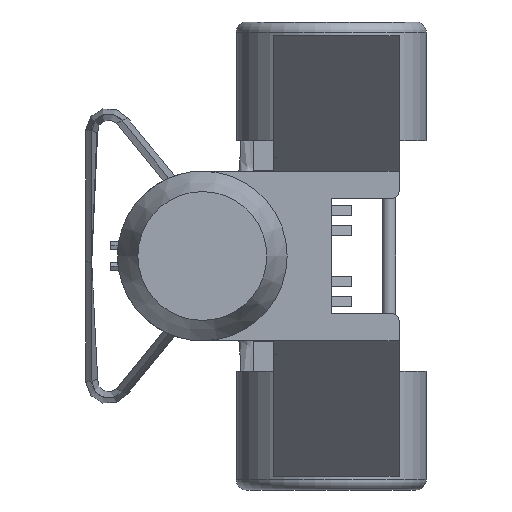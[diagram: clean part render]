
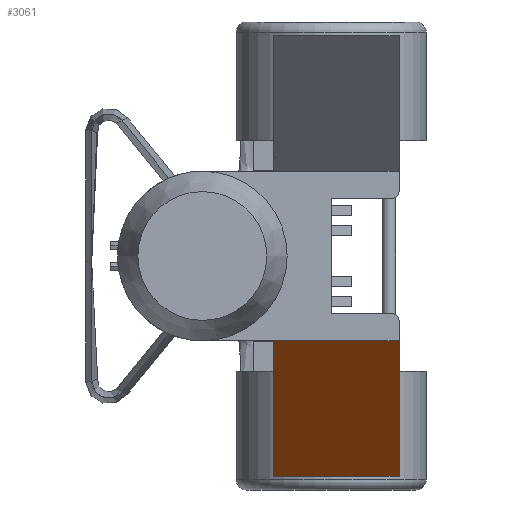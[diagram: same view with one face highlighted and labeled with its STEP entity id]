
A CAD part, left-side view. The second image highlights one B-rep face of the part: STEP entity #3061.
In plain terms, the highlighted planar face has unit normal (-0.565, 0.825, 0).
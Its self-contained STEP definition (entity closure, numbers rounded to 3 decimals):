
#214=PLANE('',#3309);
#273=LINE('',#4426,#519);
#275=LINE('',#4431,#521);
#294=LINE('',#4871,#540);
#345=LINE('',#5116,#591);
#376=LINE('',#5560,#622);
#519=VECTOR('',#3511,10.);
#521=VECTOR('',#3515,10.);
#540=VECTOR('',#3586,10.);
#591=VECTOR('',#3725,10.);
#622=VECTOR('',#3844,10.);
#881=FACE_OUTER_BOUND('',#1061,.T.);
#1061=EDGE_LOOP('',(#2429,#2430,#2431,#2432,#2433));
#1310=VERTEX_POINT('',#4423);
#1311=VERTEX_POINT('',#4425);
#1312=VERTEX_POINT('',#4429);
#1313=VERTEX_POINT('',#4430);
#1353=VERTEX_POINT('',#4870);
#1610=EDGE_CURVE('',#1310,#1311,#273,.T.);
#1612=EDGE_CURVE('',#1312,#1313,#275,.T.);
#1665=EDGE_CURVE('',#1353,#1311,#294,.T.);
#1744=EDGE_CURVE('',#1313,#1353,#345,.T.);
#1809=EDGE_CURVE('',#1312,#1310,#376,.T.);
#2429=ORIENTED_EDGE('',*,*,#1612,.T.);
#2430=ORIENTED_EDGE('',*,*,#1744,.T.);
#2431=ORIENTED_EDGE('',*,*,#1665,.T.);
#2432=ORIENTED_EDGE('',*,*,#1610,.F.);
#2433=ORIENTED_EDGE('',*,*,#1809,.F.);
#3061=ADVANCED_FACE('',(#881),#214,.F.);
#3309=AXIS2_PLACEMENT_3D('',#5559,#3842,#3843);
#3511=DIRECTION('',(0.,0.,1.));
#3515=DIRECTION('',(-0.825,-0.565,0.));
#3586=DIRECTION('',(0.825,0.565,0.));
#3725=DIRECTION('',(0.,0.,1.));
#3842=DIRECTION('center_axis',(0.565,-0.825,0.));
#3843=DIRECTION('ref_axis',(0.825,0.565,0.));
#3844=DIRECTION('',(0.,0.,1.));
#4423=CARTESIAN_POINT('',(35.,18.5,-14.5));
#4425=CARTESIAN_POINT('',(35.,18.5,-12.5));
#4426=CARTESIAN_POINT('',(35.,18.5,-32.5));
#4429=CARTESIAN_POINT('',(35.,18.5,-32.5));
#4430=CARTESIAN_POINT('',(8.,0.,-32.5));
#4431=CARTESIAN_POINT('',(17.683,6.635,-32.5));
#4870=CARTESIAN_POINT('',(8.,0.,-12.5));
#4871=CARTESIAN_POINT('',(24.444,11.267,-12.5));
#5116=CARTESIAN_POINT('',(8.,0.,-14.375));
#5559=CARTESIAN_POINT('Origin',(32.811,17.,-32.5));
#5560=CARTESIAN_POINT('',(35.,18.5,-32.5));
